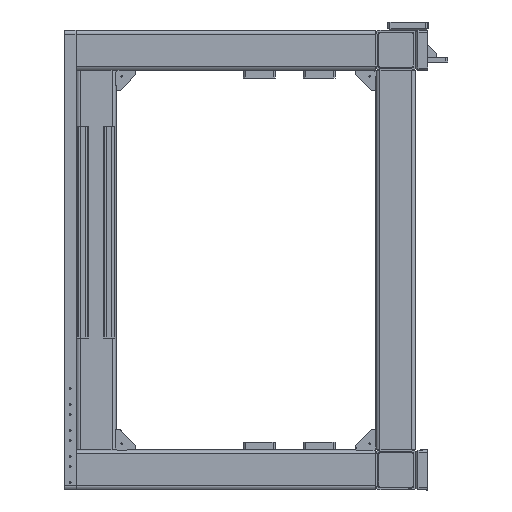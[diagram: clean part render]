
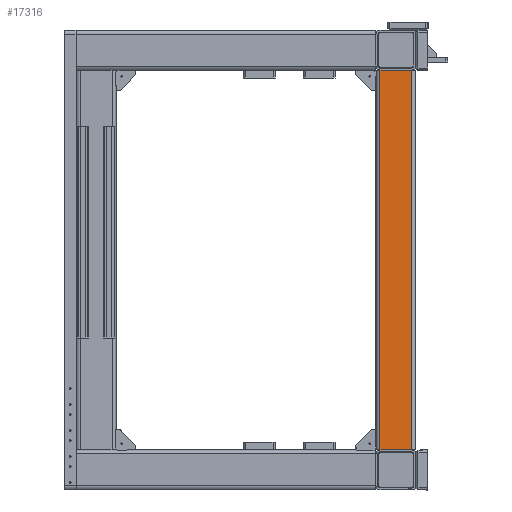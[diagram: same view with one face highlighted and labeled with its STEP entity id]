
A CAD part, left-side view. The second image highlights one B-rep face of the part: STEP entity #17316.
In plain terms, the highlighted planar face has unit normal (-1, 0, 0).
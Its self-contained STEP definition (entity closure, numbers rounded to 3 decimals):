
#442 = EDGE_LOOP ( 'NONE', ( #15532, #1845, #617, #19928 ) ) ;
#617 = ORIENTED_EDGE ( 'NONE', *, *, #11235, .F. ) ;
#1280 = DIRECTION ( 'NONE',  ( 0., 0., 1. ) ) ;
#1845 = ORIENTED_EDGE ( 'NONE', *, *, #16309, .F. ) ;
#4425 = PLANE ( 'NONE',  #7985 ) ;
#4616 = CARTESIAN_POINT ( 'NONE',  ( -50., 40., -1000. ) ) ;
#5593 = DIRECTION ( 'NONE',  ( 0., -1., 0. ) ) ;
#7673 = DIRECTION ( 'NONE',  ( 0., 1., 0. ) ) ;
#7985 = AXIS2_PLACEMENT_3D ( 'NONE', #19873, #18170, #7673 ) ;
#8392 = FACE_OUTER_BOUND ( 'NONE', #442, .T. ) ;
#8995 = CARTESIAN_POINT ( 'NONE',  ( -50., -40., -1000. ) ) ;
#9377 = LINE ( 'NONE', #13948, #13476 ) ;
#9584 = EDGE_CURVE ( 'NONE', #18941, #9694, #17165, .T. ) ;
#9694 = VERTEX_POINT ( 'NONE', #14169 ) ;
#11235 = EDGE_CURVE ( 'NONE', #18941, #20048, #9377, .T. ) ;
#11861 = VERTEX_POINT ( 'NONE', #12785 ) ;
#12489 = VECTOR ( 'NONE', #19086, 1000. ) ;
#12785 = CARTESIAN_POINT ( 'NONE',  ( -50., 40., -50. ) ) ;
#13133 = VECTOR ( 'NONE', #1280, 1000. ) ;
#13476 = VECTOR ( 'NONE', #20941, 1000. ) ;
#13862 = CARTESIAN_POINT ( 'NONE',  ( -50., -40., -1050. ) ) ;
#13948 = CARTESIAN_POINT ( 'NONE',  ( -50., 40., -1000. ) ) ;
#14169 = CARTESIAN_POINT ( 'NONE',  ( -50., -40., -50. ) ) ;
#14928 = EDGE_CURVE ( 'NONE', #11861, #9694, #22549, .T. ) ;
#15532 = ORIENTED_EDGE ( 'NONE', *, *, #14928, .F. ) ;
#15970 = VECTOR ( 'NONE', #5593, 1000. ) ;
#16185 = LINE ( 'NONE', #16983, #13133 ) ;
#16309 = EDGE_CURVE ( 'NONE', #20048, #11861, #16185, .T. ) ;
#16944 = CARTESIAN_POINT ( 'NONE',  ( -50., 40., -50. ) ) ;
#16983 = CARTESIAN_POINT ( 'NONE',  ( -50., 40., -1050. ) ) ;
#17165 = LINE ( 'NONE', #13862, #12489 ) ;
#17316 = ADVANCED_FACE ( 'NONE', ( #8392 ), #4425, .F. ) ;
#18170 = DIRECTION ( 'NONE',  ( 1., 0., 0. ) ) ;
#18941 = VERTEX_POINT ( 'NONE', #8995 ) ;
#19086 = DIRECTION ( 'NONE',  ( 0., 0., 1. ) ) ;
#19873 = CARTESIAN_POINT ( 'NONE',  ( -50., 40., -1050. ) ) ;
#19928 = ORIENTED_EDGE ( 'NONE', *, *, #9584, .T. ) ;
#20048 = VERTEX_POINT ( 'NONE', #4616 ) ;
#20941 = DIRECTION ( 'NONE',  ( 0., 1., 0. ) ) ;
#22549 = LINE ( 'NONE', #16944, #15970 ) ;
